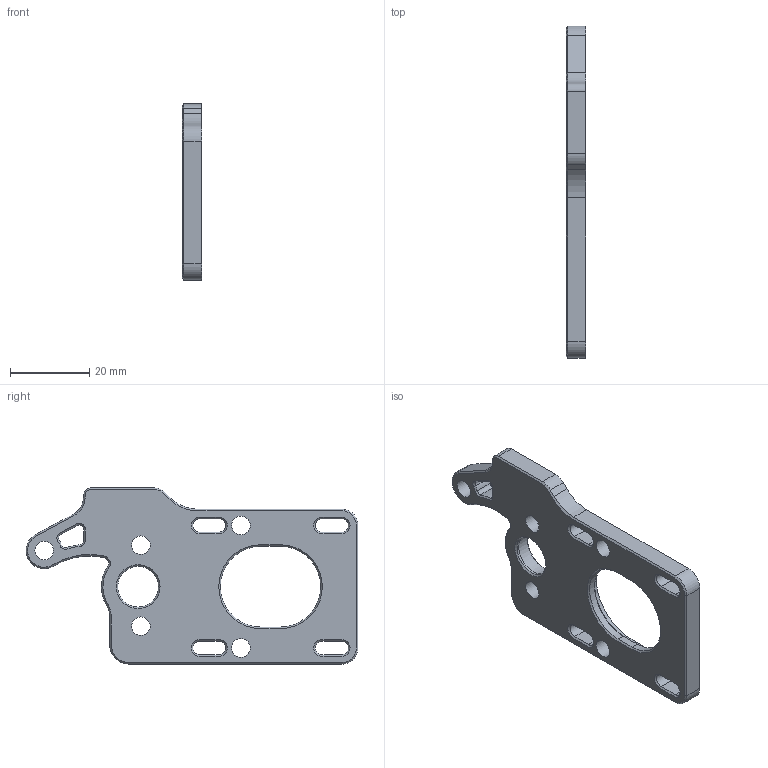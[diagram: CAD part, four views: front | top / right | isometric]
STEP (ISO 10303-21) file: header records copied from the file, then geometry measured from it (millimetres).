
FILE_DESCRIPTION(/* description */ ('STEP AP242','CAx-IF Rec.Pracs.---Representation and Presentation of Product Manufacturing Information (PMI)---4.0---2014-10-13','CAx-IF Rec.Pracs.---3D Tessellated Geometry---0.4---2014-09-14','2;1'),/* implementation_level */ '2;1');
FILE_NAME(/* name */ '62d471ecbc410e3978bd7821',/* time_stamp */ '2022-07-17T20:32:44+00:00',/* author */ (''),/* organization */ (''),/* preprocessor_version */ 'ST-DEVELOPER v18.102',/* originating_system */ ' ',/* authorisation */ ' ');
FILE_SCHEMA (('AP242_MANAGED_MODEL_BASED_3D_ENGINEERING_MIM_LF { 1 0 10303 442 1 1 4 }'));
Length unit declared in the file: metre
Products named in the file (2): Motor Plate
Assembly tree (1 placements, depth 2):
  Motor Plate
    Motor Plate
Bounding box: 5 x 83.93 x 44.6 mm (x, y, z)
Volume: 9790.3 mm3; surface area: 6670.5 mm2
Topology: 1 solids, 1 shells, 127 faces, 323 edges, 200 vertices
Faces by surface type: plane 51, cylinder 38, cone 35, torus 3
Full cylindrical faces by diameter (mm): 4.7 x5, 10.3 x1, 11.3 x1
Entity records: 3854 total; most frequent: CARTESIAN_POINT 721, DIRECTION 657, ORIENTED_EDGE 622, EDGE_CURVE 311, AXIS2_PLACEMENT_3D 241, VERTEX_POINT 197, LINE 175, VECTOR 175
